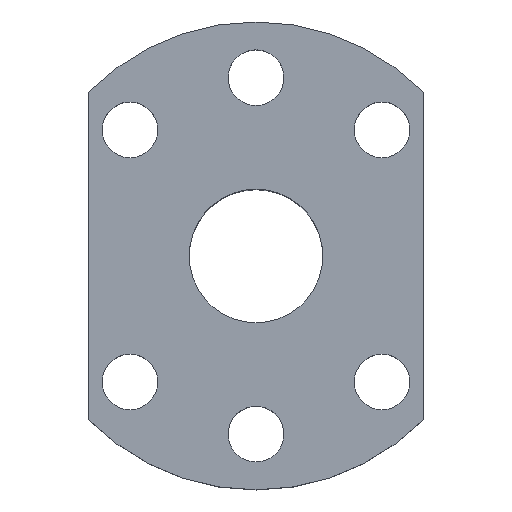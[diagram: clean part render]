
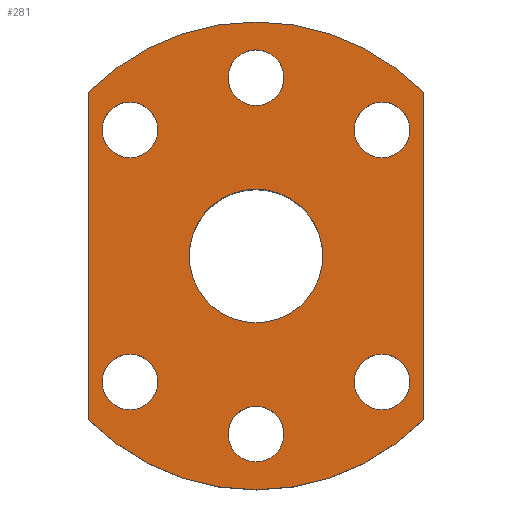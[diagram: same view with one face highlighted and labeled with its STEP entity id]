
A CAD part, top view. The second image highlights one B-rep face of the part: STEP entity #281.
In plain terms, the highlighted planar face has unit normal (0, 0, 1).
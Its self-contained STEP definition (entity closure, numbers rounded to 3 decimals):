
#22=FACE_BOUND('',#65,.T.);
#23=FACE_BOUND('',#66,.T.);
#24=FACE_BOUND('',#67,.T.);
#25=FACE_BOUND('',#68,.T.);
#26=FACE_BOUND('',#69,.T.);
#27=FACE_BOUND('',#70,.T.);
#28=FACE_BOUND('',#71,.T.);
#33=PLANE('',#324);
#42=FACE_OUTER_BOUND('',#64,.T.);
#64=EDGE_LOOP('',(#227,#228,#229,#230));
#65=EDGE_LOOP('',(#231));
#66=EDGE_LOOP('',(#232));
#67=EDGE_LOOP('',(#233));
#68=EDGE_LOOP('',(#234));
#69=EDGE_LOOP('',(#235));
#70=EDGE_LOOP('',(#236));
#71=EDGE_LOOP('',(#237));
#86=LINE('',#468,#102);
#89=LINE('',#475,#105);
#102=VECTOR('',#382,10.);
#105=VECTOR('',#391,10.);
#112=CIRCLE('',#304,2.5);
#114=CIRCLE('',#307,6.);
#124=CIRCLE('',#319,21.);
#125=CIRCLE('',#322,21.);
#126=CIRCLE('',#325,2.5);
#127=CIRCLE('',#326,2.5);
#128=CIRCLE('',#327,2.5);
#129=CIRCLE('',#328,2.5);
#130=CIRCLE('',#329,2.5);
#132=VERTEX_POINT('',#428);
#134=VERTEX_POINT('',#434);
#146=VERTEX_POINT('',#461);
#147=VERTEX_POINT('',#463);
#148=VERTEX_POINT('',#467);
#149=VERTEX_POINT('',#471);
#150=VERTEX_POINT('',#477);
#151=VERTEX_POINT('',#479);
#152=VERTEX_POINT('',#481);
#153=VERTEX_POINT('',#483);
#154=VERTEX_POINT('',#485);
#156=EDGE_CURVE('',#132,#132,#112,.T.);
#159=EDGE_CURVE('',#134,#134,#114,.T.);
#173=EDGE_CURVE('',#147,#146,#124,.T.);
#175=EDGE_CURVE('',#148,#147,#86,.T.);
#177=EDGE_CURVE('',#149,#148,#125,.T.);
#179=EDGE_CURVE('',#146,#149,#89,.T.);
#180=EDGE_CURVE('',#150,#150,#126,.T.);
#181=EDGE_CURVE('',#151,#151,#127,.T.);
#182=EDGE_CURVE('',#152,#152,#128,.T.);
#183=EDGE_CURVE('',#153,#153,#129,.T.);
#184=EDGE_CURVE('',#154,#154,#130,.T.);
#227=ORIENTED_EDGE('',*,*,#179,.T.);
#228=ORIENTED_EDGE('',*,*,#177,.T.);
#229=ORIENTED_EDGE('',*,*,#175,.T.);
#230=ORIENTED_EDGE('',*,*,#173,.T.);
#231=ORIENTED_EDGE('',*,*,#180,.T.);
#232=ORIENTED_EDGE('',*,*,#181,.T.);
#233=ORIENTED_EDGE('',*,*,#182,.T.);
#234=ORIENTED_EDGE('',*,*,#183,.T.);
#235=ORIENTED_EDGE('',*,*,#184,.T.);
#236=ORIENTED_EDGE('',*,*,#156,.T.);
#237=ORIENTED_EDGE('',*,*,#159,.T.);
#281=ADVANCED_FACE('',(#42,#22,#23,#24,#25,#26,#27,#28),#33,.T.);
#304=AXIS2_PLACEMENT_3D('',#429,#342,#343);
#307=AXIS2_PLACEMENT_3D('',#435,#349,#350);
#319=AXIS2_PLACEMENT_3D('',#464,#377,#378);
#322=AXIS2_PLACEMENT_3D('',#472,#386,#387);
#324=AXIS2_PLACEMENT_3D('',#476,#392,#393);
#325=AXIS2_PLACEMENT_3D('',#478,#394,#395);
#326=AXIS2_PLACEMENT_3D('',#480,#396,#397);
#327=AXIS2_PLACEMENT_3D('',#482,#398,#399);
#328=AXIS2_PLACEMENT_3D('',#484,#400,#401);
#329=AXIS2_PLACEMENT_3D('',#486,#402,#403);
#342=DIRECTION('center_axis',(0.,0.,-1.));
#343=DIRECTION('ref_axis',(1.,0.,0.));
#349=DIRECTION('center_axis',(0.,0.,-1.));
#350=DIRECTION('ref_axis',(1.,0.,0.));
#377=DIRECTION('center_axis',(0.,0.,1.));
#378=DIRECTION('ref_axis',(1.,0.,0.));
#382=DIRECTION('',(0.,1.,0.));
#386=DIRECTION('center_axis',(0.,0.,1.));
#387=DIRECTION('ref_axis',(1.,0.,0.));
#391=DIRECTION('',(0.,-1.,0.));
#392=DIRECTION('center_axis',(0.,0.,1.));
#393=DIRECTION('ref_axis',(1.,0.,0.));
#394=DIRECTION('center_axis',(0.,0.,-1.));
#395=DIRECTION('ref_axis',(0.707,0.707,0.));
#396=DIRECTION('center_axis',(0.,0.,-1.));
#397=DIRECTION('ref_axis',(-0.707,0.707,0.));
#398=DIRECTION('center_axis',(0.,0.,-1.));
#399=DIRECTION('ref_axis',(-1.,0.,0.));
#400=DIRECTION('center_axis',(0.,0.,-1.));
#401=DIRECTION('ref_axis',(-0.707,-0.707,0.));
#402=DIRECTION('center_axis',(0.,0.,-1.));
#403=DIRECTION('ref_axis',(0.707,-0.707,0.));
#428=CARTESIAN_POINT('',(-2.5,16.,35.));
#429=CARTESIAN_POINT('Origin',(0.,16.,35.));
#434=CARTESIAN_POINT('',(-6.,0.,35.));
#435=CARTESIAN_POINT('Origin',(0.,0.,35.));
#461=CARTESIAN_POINT('',(-15.,14.697,35.));
#463=CARTESIAN_POINT('',(15.,14.697,35.));
#464=CARTESIAN_POINT('Origin',(0.,0.,35.));
#467=CARTESIAN_POINT('',(15.,-14.697,35.));
#468=CARTESIAN_POINT('',(15.,14.697,35.));
#471=CARTESIAN_POINT('',(-15.,-14.697,35.));
#472=CARTESIAN_POINT('Origin',(0.,0.,35.));
#475=CARTESIAN_POINT('',(-15.,14.697,35.));
#476=CARTESIAN_POINT('Origin',(0.,0.,35.));
#477=CARTESIAN_POINT('',(-13.081,9.546,35.));
#478=CARTESIAN_POINT('Origin',(-11.314,11.314,35.));
#479=CARTESIAN_POINT('',(-9.546,-13.081,35.));
#480=CARTESIAN_POINT('Origin',(-11.314,-11.314,35.));
#481=CARTESIAN_POINT('',(2.5,-16.,35.));
#482=CARTESIAN_POINT('Origin',(0.,-16.,35.));
#483=CARTESIAN_POINT('',(13.081,-9.546,35.));
#484=CARTESIAN_POINT('Origin',(11.314,-11.314,35.));
#485=CARTESIAN_POINT('',(9.546,13.081,35.));
#486=CARTESIAN_POINT('Origin',(11.314,11.314,35.));
